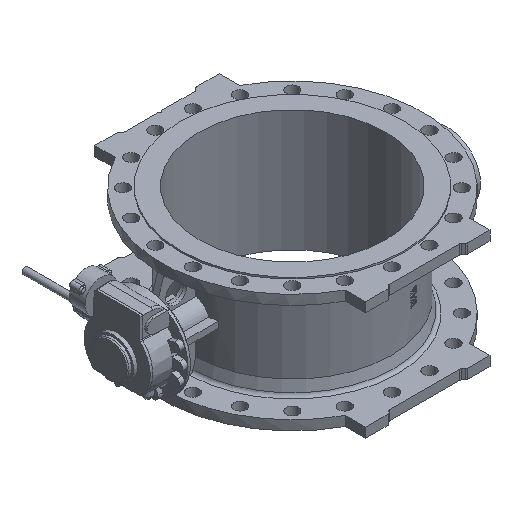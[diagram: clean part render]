
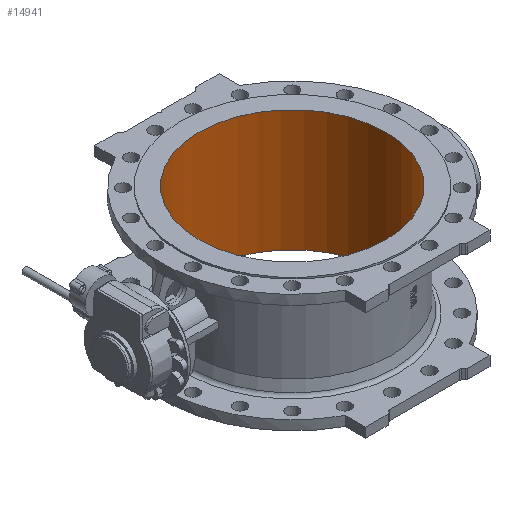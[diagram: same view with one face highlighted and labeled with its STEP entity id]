
A CAD part, isometric view. The second image highlights one B-rep face of the part: STEP entity #14941.
In plain terms, the highlighted cylindrical face has radius 300 mm (diameter 600 mm), a full revolution.
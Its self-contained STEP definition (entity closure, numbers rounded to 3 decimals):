
#357 = VERTEX_POINT ( 'NONE', #11747 ) ;
#360 = VERTEX_POINT ( 'NONE', #11750 ) ;
#1280 = ORIENTED_EDGE ( 'NONE', *, *, #7362, .F. ) ;
#1314 = ORIENTED_EDGE ( 'NONE', *, *, #7359, .T. ) ;
#4185 = CIRCLE ( 'NONE', #19181, 300. ) ;
#4189 = CIRCLE ( 'NONE', #19184, 300. ) ;
#4921 = FACE_OUTER_BOUND ( 'NONE', #11048, .T. ) ;
#4926 = FACE_OUTER_BOUND ( 'NONE', #11047, .T. ) ;
#4928 = CYLINDRICAL_SURFACE ( 'NONE', #19369, 300. ) ;
#7359 = EDGE_CURVE ( 'NONE', #357, #357, #4185, .T. ) ;
#7362 = EDGE_CURVE ( 'NONE', #360, #360, #4189, .T. ) ;
#7736 = DIRECTION ( 'NONE',  ( -1., 0., 0. ) ) ;
#7737 = DIRECTION ( 'NONE',  ( 0., 0., 1. ) ) ;
#7740 = CARTESIAN_POINT ( 'NONE',  ( 0., 0., 118.545 ) ) ;
#11047 = EDGE_LOOP ( 'NONE', ( #1314 ) ) ;
#11048 = EDGE_LOOP ( 'NONE', ( #1280 ) ) ;
#11747 = CARTESIAN_POINT ( 'NONE',  ( -300., 0., 195. ) ) ;
#11750 = CARTESIAN_POINT ( 'NONE',  ( -300., 0., -195. ) ) ;
#14941 = ADVANCED_FACE ( 'NONE', ( #4921, #4926 ), #4928, .F. ) ;
#16050 = CARTESIAN_POINT ( 'NONE',  ( 0., 0., 195. ) ) ;
#16051 = DIRECTION ( 'NONE',  ( 0., 0., 1. ) ) ;
#16052 = DIRECTION ( 'NONE',  ( -1., 0., 0. ) ) ;
#16059 = CARTESIAN_POINT ( 'NONE',  ( 0., 0., -195. ) ) ;
#16060 = DIRECTION ( 'NONE',  ( 0., 0., 1. ) ) ;
#16061 = DIRECTION ( 'NONE',  ( -1., 0., 0. ) ) ;
#19181 = AXIS2_PLACEMENT_3D ( 'NONE', #16050, #16051, #16052 ) ;
#19184 = AXIS2_PLACEMENT_3D ( 'NONE', #16059, #16060, #16061 ) ;
#19369 = AXIS2_PLACEMENT_3D ( 'NONE', #7740, #7737, #7736 ) ;
